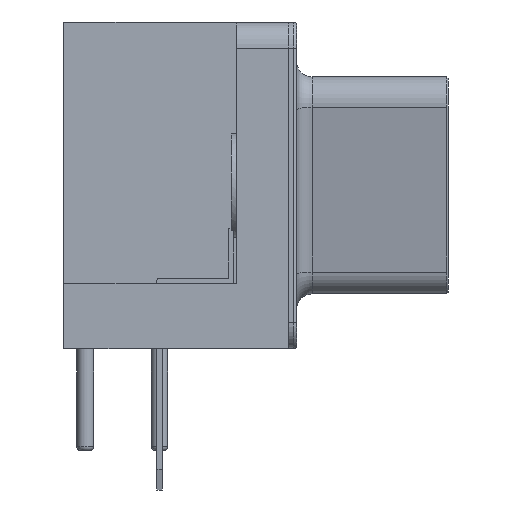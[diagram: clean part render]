
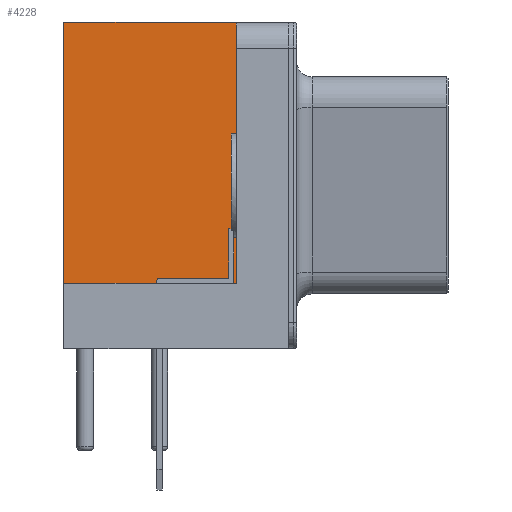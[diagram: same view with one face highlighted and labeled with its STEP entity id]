
A CAD part, left-side view. The second image highlights one B-rep face of the part: STEP entity #4228.
In plain terms, the highlighted planar face has unit normal (-1, 0, 0).
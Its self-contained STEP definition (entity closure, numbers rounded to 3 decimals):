
#3386 = VERTEX_POINT('',#3387);
#3387 = CARTESIAN_POINT('',(-4.43,0.82,12.5));
#3393 = EDGE_CURVE('',#3394,#3386,#3396,.T.);
#3394 = VERTEX_POINT('',#3395);
#3395 = CARTESIAN_POINT('',(-4.43,-5.78,12.5));
#3396 = LINE('',#3397,#3398);
#3397 = CARTESIAN_POINT('',(-4.43,-6.78,12.5));
#3398 = VECTOR('',#3399,1.);
#3399 = DIRECTION('',(0.,1.,0.));
#4202 = VERTEX_POINT('',#4203);
#4203 = CARTESIAN_POINT('',(-4.43,-5.78,2.5));
#4209 = EDGE_CURVE('',#4202,#3394,#4210,.T.);
#4210 = LINE('',#4211,#4212);
#4211 = CARTESIAN_POINT('',(-4.43,-5.78,2.5));
#4212 = VECTOR('',#4213,1.);
#4213 = DIRECTION('',(0.,0.,1.));
#4228 = ADVANCED_FACE('',(#4229),#4247,.F.);
#4229 = FACE_BOUND('',#4230,.F.);
#4230 = EDGE_LOOP('',(#4231,#4232,#4240,#4246));
#4231 = ORIENTED_EDGE('',*,*,#4209,.F.);
#4232 = ORIENTED_EDGE('',*,*,#4233,.T.);
#4233 = EDGE_CURVE('',#4202,#4234,#4236,.T.);
#4234 = VERTEX_POINT('',#4235);
#4235 = CARTESIAN_POINT('',(-4.43,0.82,2.5));
#4236 = LINE('',#4237,#4238);
#4237 = CARTESIAN_POINT('',(-4.43,-5.78,2.5));
#4238 = VECTOR('',#4239,1.);
#4239 = DIRECTION('',(-0.,1.,0.));
#4240 = ORIENTED_EDGE('',*,*,#4241,.T.);
#4241 = EDGE_CURVE('',#4234,#3386,#4242,.T.);
#4242 = LINE('',#4243,#4244);
#4243 = CARTESIAN_POINT('',(-4.43,0.82,4.375));
#4244 = VECTOR('',#4245,1.);
#4245 = DIRECTION('',(0.,0.,1.));
#4246 = ORIENTED_EDGE('',*,*,#3393,.F.);
#4247 = PLANE('',#4248);
#4248 = AXIS2_PLACEMENT_3D('',#4249,#4250,#4251);
#4249 = CARTESIAN_POINT('',(-4.43,-5.78,2.5));
#4250 = DIRECTION('',(1.,0.,0.));
#4251 = DIRECTION('',(0.,0.,1.));
